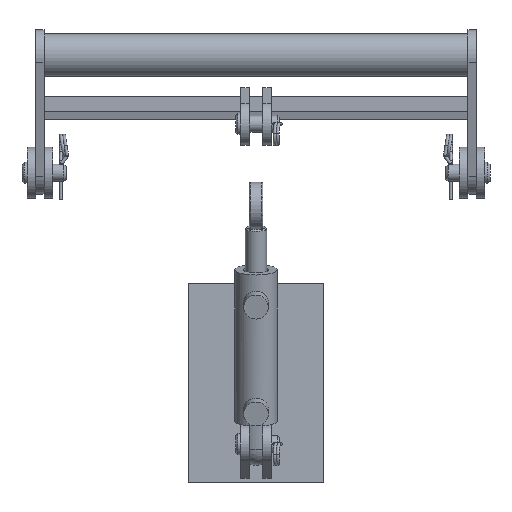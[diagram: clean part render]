
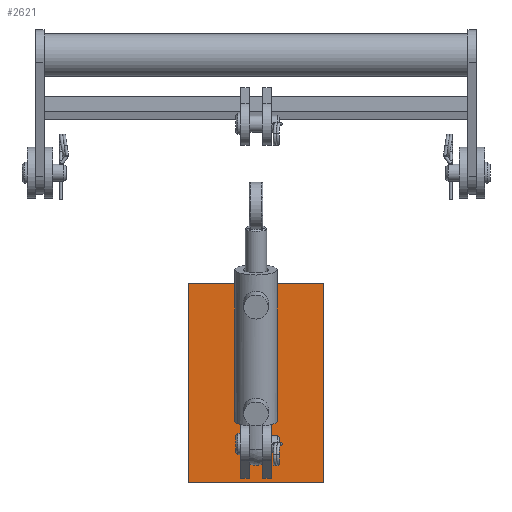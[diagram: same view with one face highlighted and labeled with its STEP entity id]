
A CAD part, front view. The second image highlights one B-rep face of the part: STEP entity #2621.
In plain terms, the highlighted planar face has unit normal (0, -1, 0).
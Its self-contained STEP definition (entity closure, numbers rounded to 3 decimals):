
#2595 = VERTEX_POINT('',#2596);
#2596 = CARTESIAN_POINT('',(-80.,180.,-365.));
#2602 = EDGE_CURVE('',#2595,#2603,#2605,.T.);
#2603 = VERTEX_POINT('',#2604);
#2604 = CARTESIAN_POINT('',(-80.,180.,-130.));
#2605 = LINE('',#2606,#2607);
#2606 = CARTESIAN_POINT('',(-80.,180.,-365.));
#2607 = VECTOR('',#2608,1.);
#2608 = DIRECTION('',(0.,0.,1.));
#2621 = ADVANCED_FACE('',(#2622),#2647,.T.);
#2622 = FACE_BOUND('',#2623,.T.);
#2623 = EDGE_LOOP('',(#2624,#2632,#2640,#2646));
#2624 = ORIENTED_EDGE('',*,*,#2625,.T.);
#2625 = EDGE_CURVE('',#2595,#2626,#2628,.T.);
#2626 = VERTEX_POINT('',#2627);
#2627 = CARTESIAN_POINT('',(80.,180.,-365.));
#2628 = LINE('',#2629,#2630);
#2629 = CARTESIAN_POINT('',(-80.,180.,-365.));
#2630 = VECTOR('',#2631,1.);
#2631 = DIRECTION('',(1.,0.,0.));
#2632 = ORIENTED_EDGE('',*,*,#2633,.T.);
#2633 = EDGE_CURVE('',#2626,#2634,#2636,.T.);
#2634 = VERTEX_POINT('',#2635);
#2635 = CARTESIAN_POINT('',(80.,180.,-130.));
#2636 = LINE('',#2637,#2638);
#2637 = CARTESIAN_POINT('',(80.,180.,-365.));
#2638 = VECTOR('',#2639,1.);
#2639 = DIRECTION('',(0.,0.,1.));
#2640 = ORIENTED_EDGE('',*,*,#2641,.F.);
#2641 = EDGE_CURVE('',#2603,#2634,#2642,.T.);
#2642 = LINE('',#2643,#2644);
#2643 = CARTESIAN_POINT('',(-80.,180.,-130.));
#2644 = VECTOR('',#2645,1.);
#2645 = DIRECTION('',(1.,0.,0.));
#2646 = ORIENTED_EDGE('',*,*,#2602,.F.);
#2647 = PLANE('',#2648);
#2648 = AXIS2_PLACEMENT_3D('',#2649,#2650,#2651);
#2649 = CARTESIAN_POINT('',(-80.,180.,-365.));
#2650 = DIRECTION('',(0.,-1.,0.));
#2651 = DIRECTION('',(1.,0.,0.));
